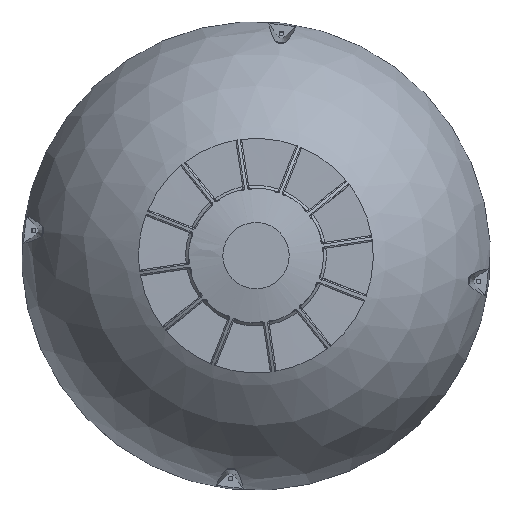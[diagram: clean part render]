
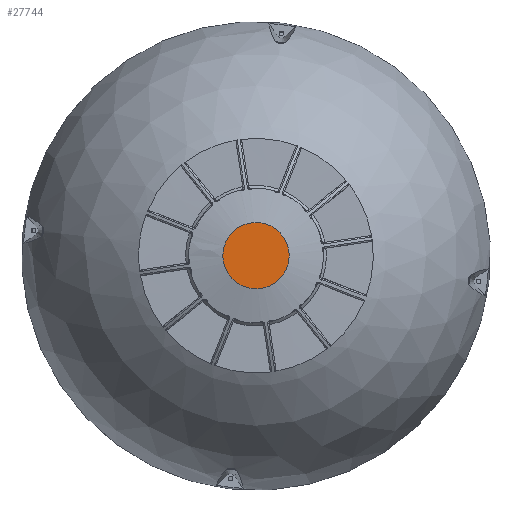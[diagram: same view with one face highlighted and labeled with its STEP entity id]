
A CAD part, top view. The second image highlights one B-rep face of the part: STEP entity #27744.
In plain terms, the highlighted planar face has unit normal (0, 0, 1).
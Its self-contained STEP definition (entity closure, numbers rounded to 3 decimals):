
#1203=PLANE('',#30463);
#6206=FACE_OUTER_BOUND('',#7626,.T.);
#7626=EDGE_LOOP('',(#22783,#22784));
#9065=CIRCLE('',#30153,56.569);
#9066=CIRCLE('',#30154,56.569);
#11061=VERTEX_POINT('',#56964);
#11062=VERTEX_POINT('',#56965);
#14991=EDGE_CURVE('',#11061,#11062,#9065,.T.);
#14992=EDGE_CURVE('',#11062,#11061,#9066,.T.);
#22783=ORIENTED_EDGE('',*,*,#14991,.T.);
#22784=ORIENTED_EDGE('',*,*,#14992,.T.);
#27744=ADVANCED_FACE('',(#6206),#1203,.T.);
#30153=AXIS2_PLACEMENT_3D('',#56966,#35480,#35481);
#30154=AXIS2_PLACEMENT_3D('',#56967,#35482,#35483);
#30463=AXIS2_PLACEMENT_3D('',#59468,#36163,#36164);
#35480=DIRECTION('center_axis',(0.,0.,1.));
#35481=DIRECTION('ref_axis',(0.,1.,0.));
#35482=DIRECTION('center_axis',(0.,0.,1.));
#35483=DIRECTION('ref_axis',(0.,1.,0.));
#36163=DIRECTION('center_axis',(0.,0.,1.));
#36164=DIRECTION('ref_axis',(1.,0.,0.));
#56964=CARTESIAN_POINT('',(0.,-56.569,358.));
#56965=CARTESIAN_POINT('',(-56.569,0.,358.));
#56966=CARTESIAN_POINT('Origin',(0.,0.,358.));
#56967=CARTESIAN_POINT('Origin',(0.,0.,358.));
#59468=CARTESIAN_POINT('Origin',(28.75,0.,358.));
